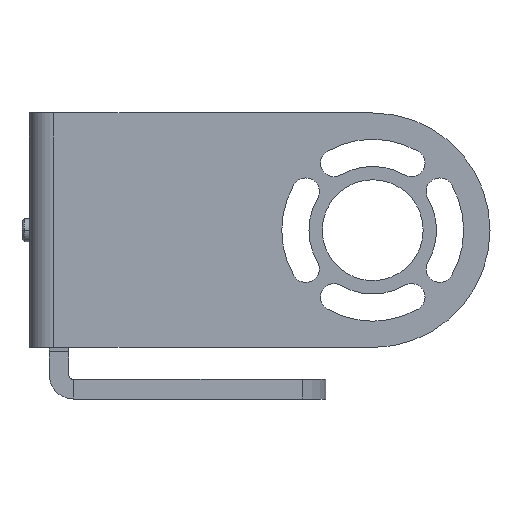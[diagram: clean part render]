
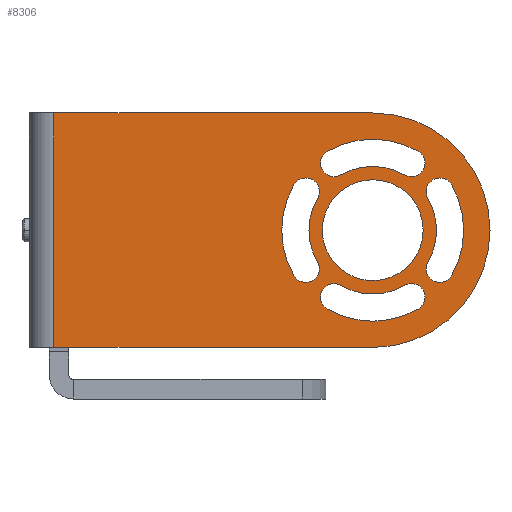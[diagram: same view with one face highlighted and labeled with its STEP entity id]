
A CAD part, front view. The second image highlights one B-rep face of the part: STEP entity #8306.
In plain terms, the highlighted planar face has unit normal (0, -1, 0).
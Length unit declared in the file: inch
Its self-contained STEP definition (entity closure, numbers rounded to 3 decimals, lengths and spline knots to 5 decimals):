
#1=CARTESIAN_POINT('',(2.88189,0.,0.));
#2=DIRECTION('',(0.,1.,0.));
#3=DIRECTION('',(0.,0.,1.));
#4=AXIS2_PLACEMENT_3D('',#1,#2,#3);
#6=CARTESIAN_POINT('',(2.88189,0.,0.));
#7=DIRECTION('',(0.,1.,0.));
#8=DIRECTION('',(1.,0.,0.));
#9=AXIS2_PLACEMENT_3D('',#6,#7,#8);
#11=CARTESIAN_POINT('',(2.88189,0.,0.));
#12=DIRECTION('',(0.,1.,0.));
#13=DIRECTION('',(-0.5,0.,0.866));
#14=AXIS2_PLACEMENT_3D('',#11,#12,#13);
#16=CARTESIAN_POINT('',(3.20669,0.,0.56258));
#17=DIRECTION('',(0.,1.,0.));
#18=DIRECTION('',(0.5,0.,0.866));
#19=AXIS2_PLACEMENT_3D('',#16,#17,#18);
#21=CARTESIAN_POINT('',(2.88189,0.,0.));
#22=DIRECTION('',(0.,1.,0.));
#23=DIRECTION('',(-0.5,0.,0.866));
#24=AXIS2_PLACEMENT_3D('',#21,#22,#23);
#26=CARTESIAN_POINT('',(2.55709,0.,0.56258));
#27=DIRECTION('',(0.,1.,0.));
#28=DIRECTION('',(0.5,0.,-0.866));
#29=AXIS2_PLACEMENT_3D('',#26,#27,#28);
#31=CARTESIAN_POINT('',(2.88189,0.,0.));
#32=DIRECTION('',(0.,1.,0.));
#33=DIRECTION('',(-0.866,0.,-0.5));
#34=AXIS2_PLACEMENT_3D('',#31,#32,#33);
#36=CARTESIAN_POINT('',(2.31931,0.,0.3248));
#37=DIRECTION('',(0.,1.,0.));
#38=DIRECTION('',(-0.866,0.,0.5));
#39=AXIS2_PLACEMENT_3D('',#36,#37,#38);
#41=CARTESIAN_POINT('',(2.88189,0.,0.));
#42=DIRECTION('',(0.,1.,0.));
#43=DIRECTION('',(-0.866,0.,-0.5));
#44=AXIS2_PLACEMENT_3D('',#41,#42,#43);
#46=CARTESIAN_POINT('',(2.31931,0.,-0.3248));
#47=DIRECTION('',(0.,1.,0.));
#48=DIRECTION('',(0.866,0.,0.5));
#49=AXIS2_PLACEMENT_3D('',#46,#47,#48);
#51=CARTESIAN_POINT('',(2.88189,0.,0.));
#52=DIRECTION('',(0.,1.,0.));
#53=DIRECTION('',(0.5,0.,-0.866));
#54=AXIS2_PLACEMENT_3D('',#51,#52,#53);
#56=CARTESIAN_POINT('',(2.55709,0.,-0.56258));
#57=DIRECTION('',(0.,1.,0.));
#58=DIRECTION('',(-0.5,0.,-0.866));
#59=AXIS2_PLACEMENT_3D('',#56,#57,#58);
#61=CARTESIAN_POINT('',(2.88189,0.,0.));
#62=DIRECTION('',(0.,1.,0.));
#63=DIRECTION('',(0.5,0.,-0.866));
#64=AXIS2_PLACEMENT_3D('',#61,#62,#63);
#66=CARTESIAN_POINT('',(3.20669,0.,-0.56258));
#67=DIRECTION('',(0.,1.,0.));
#68=DIRECTION('',(-0.5,0.,0.866));
#69=AXIS2_PLACEMENT_3D('',#66,#67,#68);
#71=CARTESIAN_POINT('',(2.88189,0.,0.));
#72=DIRECTION('',(0.,1.,0.));
#73=DIRECTION('',(1.,0.,0.));
#74=AXIS2_PLACEMENT_3D('',#71,#72,#73);
#76=CARTESIAN_POINT('',(2.88189,0.,0.));
#77=DIRECTION('',(0.,1.,0.));
#78=DIRECTION('',(-1.,0.,0.));
#79=AXIS2_PLACEMENT_3D('',#76,#77,#78);
#81=CARTESIAN_POINT('',(2.88189,0.,0.));
#82=DIRECTION('',(0.,1.,0.));
#83=DIRECTION('',(0.866,0.,0.5));
#84=AXIS2_PLACEMENT_3D('',#81,#82,#83);
#86=CARTESIAN_POINT('',(3.44447,0.,-0.3248));
#87=DIRECTION('',(0.,1.,0.));
#88=DIRECTION('',(0.866,0.,-0.5));
#89=AXIS2_PLACEMENT_3D('',#86,#87,#88);
#91=CARTESIAN_POINT('',(2.88189,0.,0.));
#92=DIRECTION('',(0.,1.,0.));
#93=DIRECTION('',(0.866,0.,0.5));
#94=AXIS2_PLACEMENT_3D('',#91,#92,#93);
#96=CARTESIAN_POINT('',(3.44447,0.,0.3248));
#97=DIRECTION('',(0.,1.,0.));
#98=DIRECTION('',(-0.866,0.,-0.5));
#99=AXIS2_PLACEMENT_3D('',#96,#97,#98);
#717=DIRECTION('',(-1.,0.,0.));
#718=VECTOR('',#717,2.67717);
#719=CARTESIAN_POINT('',(2.88189,0.,0.98425));
#720=LINE('',#719,#718);
#743=DIRECTION('',(0.,0.,1.));
#744=VECTOR('',#743,1.9685);
#745=CARTESIAN_POINT('',(0.20472,0.,-0.98425));
#746=LINE('',#745,#744);
#765=DIRECTION('',(-1.,0.,0.));
#766=VECTOR('',#765,2.67717);
#767=CARTESIAN_POINT('',(2.88189,0.,-0.98425));
#768=LINE('',#767,#766);
#6239=CARTESIAN_POINT('',(0.20472,0.,-0.98425));
#6241=VERTEX_POINT('',#6239);
#6243=CARTESIAN_POINT('',(0.20472,0.,0.98425));
#6245=VERTEX_POINT('',#6243);
#6261=CARTESIAN_POINT('',(2.88189,0.,0.98425));
#6262=CARTESIAN_POINT('',(3.86614,0.,0.));
#6263=VERTEX_POINT('',#6261);
#6264=VERTEX_POINT('',#6262);
#6265=CARTESIAN_POINT('',(2.88189,0.,-0.98425));
#6266=VERTEX_POINT('',#6265);
#6271=CARTESIAN_POINT('',(3.30512,0.,0.));
#6272=CARTESIAN_POINT('',(2.45866,0.,0.));
#6273=VERTEX_POINT('',#6271);
#6274=VERTEX_POINT('',#6272);
#6283=CARTESIAN_POINT('',(3.34559,0.,0.26772));
#6284=CARTESIAN_POINT('',(3.34559,0.,-0.26772));
#6285=VERTEX_POINT('',#6283);
#6286=VERTEX_POINT('',#6284);
#6287=CARTESIAN_POINT('',(3.54334,0.,-0.38189));
#6288=VERTEX_POINT('',#6287);
#6289=CARTESIAN_POINT('',(3.54334,0.,0.38189));
#6290=VERTEX_POINT('',#6289);
#6299=CARTESIAN_POINT('',(3.14961,0.,-0.4637));
#6300=CARTESIAN_POINT('',(2.61417,0.,-0.4637));
#6301=VERTEX_POINT('',#6299);
#6302=VERTEX_POINT('',#6300);
#6303=CARTESIAN_POINT('',(2.5,0.,-0.66145));
#6304=VERTEX_POINT('',#6303);
#6305=CARTESIAN_POINT('',(3.26378,0.,-0.66145));
#6306=VERTEX_POINT('',#6305);
#6315=CARTESIAN_POINT('',(2.41819,0.,-0.26772));
#6316=CARTESIAN_POINT('',(2.41819,0.,0.26772));
#6317=VERTEX_POINT('',#6315);
#6318=VERTEX_POINT('',#6316);
#6319=CARTESIAN_POINT('',(2.22044,0.,0.38189));
#6320=VERTEX_POINT('',#6319);
#6321=CARTESIAN_POINT('',(2.22044,0.,-0.38189));
#6322=VERTEX_POINT('',#6321);
#6331=CARTESIAN_POINT('',(2.61417,0.,0.4637));
#6332=CARTESIAN_POINT('',(3.14961,0.,0.4637));
#6333=VERTEX_POINT('',#6331);
#6334=VERTEX_POINT('',#6332);
#6335=CARTESIAN_POINT('',(3.26378,0.,0.66145));
#6336=VERTEX_POINT('',#6335);
#6337=CARTESIAN_POINT('',(2.5,0.,0.66145));
#6338=VERTEX_POINT('',#6337);
#8243=CARTESIAN_POINT('',(3.86614,0.,-0.98425));
#8244=DIRECTION('',(0.,-1.,0.));
#8245=DIRECTION('',(-1.,0.,0.));
#8246=AXIS2_PLACEMENT_3D('',#8243,#8244,#8245);
#8247=PLANE('',#8246);
#8249=ORIENTED_EDGE('',*,*,#8248,.T.);
#8251=ORIENTED_EDGE('',*,*,#8250,.T.);
#8253=ORIENTED_EDGE('',*,*,#8252,.T.);
#8255=ORIENTED_EDGE('',*,*,#8254,.T.);
#8257=ORIENTED_EDGE('',*,*,#8256,.F.);
#8258=EDGE_LOOP('',(#8249,#8251,#8253,#8255,#8257));
#8259=FACE_OUTER_BOUND('',#8258,.F.);
#8261=ORIENTED_EDGE('',*,*,#8260,.T.);
#8263=ORIENTED_EDGE('',*,*,#8262,.F.);
#8265=ORIENTED_EDGE('',*,*,#8264,.F.);
#8267=ORIENTED_EDGE('',*,*,#8266,.F.);
#8268=EDGE_LOOP('',(#8261,#8263,#8265,#8267));
#8269=FACE_BOUND('',#8268,.F.);
#8271=ORIENTED_EDGE('',*,*,#8270,.T.);
#8273=ORIENTED_EDGE('',*,*,#8272,.F.);
#8275=ORIENTED_EDGE('',*,*,#8274,.F.);
#8277=ORIENTED_EDGE('',*,*,#8276,.F.);
#8278=EDGE_LOOP('',(#8271,#8273,#8275,#8277));
#8279=FACE_BOUND('',#8278,.F.);
#8281=ORIENTED_EDGE('',*,*,#8280,.T.);
#8283=ORIENTED_EDGE('',*,*,#8282,.F.);
#8285=ORIENTED_EDGE('',*,*,#8284,.F.);
#8287=ORIENTED_EDGE('',*,*,#8286,.F.);
#8288=EDGE_LOOP('',(#8281,#8283,#8285,#8287));
#8289=FACE_BOUND('',#8288,.F.);
#8291=ORIENTED_EDGE('',*,*,#8290,.F.);
#8293=ORIENTED_EDGE('',*,*,#8292,.F.);
#8294=EDGE_LOOP('',(#8291,#8293));
#8295=FACE_BOUND('',#8294,.F.);
#8297=ORIENTED_EDGE('',*,*,#8296,.T.);
#8299=ORIENTED_EDGE('',*,*,#8298,.F.);
#8301=ORIENTED_EDGE('',*,*,#8300,.F.);
#8303=ORIENTED_EDGE('',*,*,#8302,.F.);
#8304=EDGE_LOOP('',(#8297,#8299,#8301,#8303));
#8305=FACE_BOUND('',#8304,.F.);
#8306=ADVANCED_FACE('',(#8259,#8269,#8279,#8289,#8295,#8305),#8247,.T.);
#5=CIRCLE('',#4,0.98425);
#10=CIRCLE('',#9,0.98425);
#15=CIRCLE('',#14,0.53543);
#20=CIRCLE('',#19,0.11417);
#25=CIRCLE('',#24,0.76378);
#30=CIRCLE('',#29,0.11417);
#35=CIRCLE('',#34,0.53543);
#40=CIRCLE('',#39,0.11417);
#45=CIRCLE('',#44,0.76378);
#50=CIRCLE('',#49,0.11417);
#55=CIRCLE('',#54,0.53543);
#60=CIRCLE('',#59,0.11417);
#65=CIRCLE('',#64,0.76378);
#70=CIRCLE('',#69,0.11417);
#75=CIRCLE('',#74,0.42323);
#80=CIRCLE('',#79,0.42323);
#85=CIRCLE('',#84,0.53543);
#90=CIRCLE('',#89,0.11417);
#95=CIRCLE('',#94,0.76378);
#100=CIRCLE('',#99,0.11417);
#8248=EDGE_CURVE('',#6263,#6264,#5,.T.);
#8250=EDGE_CURVE('',#6264,#6266,#10,.T.);
#8252=EDGE_CURVE('',#6266,#6241,#768,.T.);
#8254=EDGE_CURVE('',#6241,#6245,#746,.T.);
#8256=EDGE_CURVE('',#6263,#6245,#720,.T.);
#8260=EDGE_CURVE('',#6333,#6334,#15,.T.);
#8262=EDGE_CURVE('',#6336,#6334,#20,.T.);
#8264=EDGE_CURVE('',#6338,#6336,#25,.T.);
#8266=EDGE_CURVE('',#6333,#6338,#30,.T.);
#8270=EDGE_CURVE('',#6317,#6318,#35,.T.);
#8272=EDGE_CURVE('',#6320,#6318,#40,.T.);
#8274=EDGE_CURVE('',#6322,#6320,#45,.T.);
#8276=EDGE_CURVE('',#6317,#6322,#50,.T.);
#8280=EDGE_CURVE('',#6301,#6302,#55,.T.);
#8282=EDGE_CURVE('',#6304,#6302,#60,.T.);
#8284=EDGE_CURVE('',#6306,#6304,#65,.T.);
#8286=EDGE_CURVE('',#6301,#6306,#70,.T.);
#8290=EDGE_CURVE('',#6273,#6274,#75,.T.);
#8292=EDGE_CURVE('',#6274,#6273,#80,.T.);
#8296=EDGE_CURVE('',#6285,#6286,#85,.T.);
#8298=EDGE_CURVE('',#6288,#6286,#90,.T.);
#8300=EDGE_CURVE('',#6290,#6288,#95,.T.);
#8302=EDGE_CURVE('',#6285,#6290,#100,.T.);
